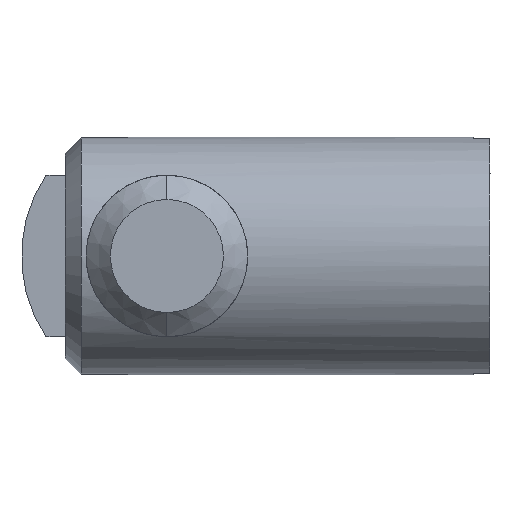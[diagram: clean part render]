
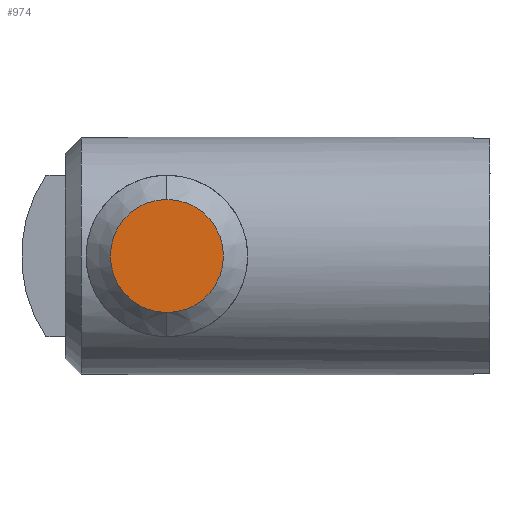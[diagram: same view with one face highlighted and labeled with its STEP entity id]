
A CAD part, front view. The second image highlights one B-rep face of the part: STEP entity #974.
In plain terms, the highlighted face is planar.
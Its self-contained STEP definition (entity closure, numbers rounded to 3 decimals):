
#45 = CIRCLE ( 'NONE', #2082, 3.5 ) ;
#137 = VERTEX_POINT ( 'NONE', #1617 ) ;
#295 = CARTESIAN_POINT ( 'NONE',  ( 27.5, 0., 0. ) ) ;
#348 = CARTESIAN_POINT ( 'NONE',  ( 27.5, 0., 3.5 ) ) ;
#464 = AXIS2_PLACEMENT_3D ( 'NONE', #1687, #1821, #1973 ) ;
#836 = DIRECTION ( 'NONE',  ( 1., 0., 0. ) ) ;
#968 = CIRCLE ( 'NONE', #989, 3.5 ) ;
#974 = ADVANCED_FACE ( 'NONE', ( #1323 ), #1483, .T. ) ;
#989 = AXIS2_PLACEMENT_3D ( 'NONE', #2372, #836, #2166 ) ;
#1073 = DIRECTION ( 'NONE',  ( 0., 0., -1. ) ) ;
#1323 = FACE_OUTER_BOUND ( 'NONE', #2124, .T. ) ;
#1382 = EDGE_CURVE ( 'NONE', #2208, #137, #968, .T. ) ;
#1445 = DIRECTION ( 'NONE',  ( 1., 0., 0. ) ) ;
#1483 = PLANE ( 'NONE',  #464 ) ;
#1617 = CARTESIAN_POINT ( 'NONE',  ( 27.5, 0., -3.5 ) ) ;
#1687 = CARTESIAN_POINT ( 'NONE',  ( 27.5, 0., 0. ) ) ;
#1804 = ORIENTED_EDGE ( 'NONE', *, *, #1852, .T. ) ;
#1821 = DIRECTION ( 'NONE',  ( 1., 0., 0. ) ) ;
#1852 = EDGE_CURVE ( 'NONE', #137, #2208, #45, .T. ) ;
#1973 = DIRECTION ( 'NONE',  ( 0., 0., -1. ) ) ;
#1984 = ORIENTED_EDGE ( 'NONE', *, *, #1382, .T. ) ;
#2082 = AXIS2_PLACEMENT_3D ( 'NONE', #295, #1445, #1073 ) ;
#2124 = EDGE_LOOP ( 'NONE', ( #1984, #1804 ) ) ;
#2166 = DIRECTION ( 'NONE',  ( 0., 0., -1. ) ) ;
#2208 = VERTEX_POINT ( 'NONE', #348 ) ;
#2372 = CARTESIAN_POINT ( 'NONE',  ( 27.5, 0., 0. ) ) ;
